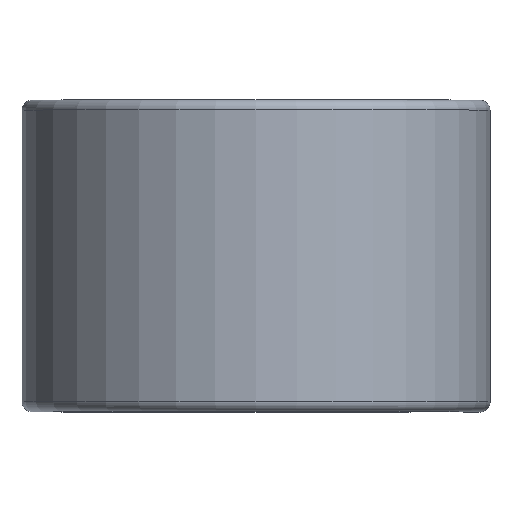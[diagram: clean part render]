
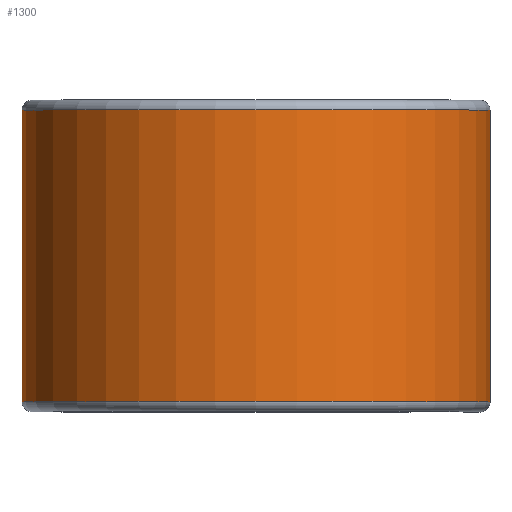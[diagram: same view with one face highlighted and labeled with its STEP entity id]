
A CAD part, top view. The second image highlights one B-rep face of the part: STEP entity #1300.
In plain terms, the highlighted cylindrical face has radius 17.882 mm (diameter 35.763 mm), a partial arc.
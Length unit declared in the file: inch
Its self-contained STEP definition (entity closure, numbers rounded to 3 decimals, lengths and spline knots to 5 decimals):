
#185 = CIRCLE ( 'NONE', #2010, 0.704 ) ;
#201 = CARTESIAN_POINT ( 'NONE',  ( 0., 0.43875, 0. ) ) ;
#238 = VECTOR ( 'NONE', #2187, 39.37008 ) ;
#297 = CARTESIAN_POINT ( 'NONE',  ( 0., -0.43875, -0.704 ) ) ;
#366 = LINE ( 'NONE', #569, #2056 ) ;
#448 = CYLINDRICAL_SURFACE ( 'NONE', #2115, 0.704 ) ;
#463 = CARTESIAN_POINT ( 'NONE',  ( 0., 0.4375, 0. ) ) ;
#560 = EDGE_CURVE ( 'NONE', #2188, #1501, #2097, .T. ) ;
#569 = CARTESIAN_POINT ( 'NONE',  ( 0.704, 0.43875, 0. ) ) ;
#605 = ORIENTED_EDGE ( 'NONE', *, *, #646, .F. ) ;
#608 = CARTESIAN_POINT ( 'NONE',  ( 0.704, -0.43875, 0. ) ) ;
#646 = EDGE_CURVE ( 'NONE', #2346, #1501, #1174, .T. ) ;
#788 = DIRECTION ( 'NONE',  ( 0., -1., 0. ) ) ;
#799 = DIRECTION ( 'NONE',  ( 0., 0., -1. ) ) ;
#889 = EDGE_CURVE ( 'NONE', #969, #2346, #185, .T. ) ;
#939 = AXIS2_PLACEMENT_3D ( 'NONE', #201, #788, #799 ) ;
#969 = VERTEX_POINT ( 'NONE', #608 ) ;
#1003 = ORIENTED_EDGE ( 'NONE', *, *, #560, .T. ) ;
#1174 = LINE ( 'NONE', #2197, #238 ) ;
#1190 = ORIENTED_EDGE ( 'NONE', *, *, #889, .F. ) ;
#1300 = ADVANCED_FACE ( 'NONE', ( #2441 ), #448, .T. ) ;
#1501 = VERTEX_POINT ( 'NONE', #2352 ) ;
#1538 = ORIENTED_EDGE ( 'NONE', *, *, #2415, .T. ) ;
#1620 = CARTESIAN_POINT ( 'NONE',  ( 0.704, 0.43875, 0. ) ) ;
#1896 = CARTESIAN_POINT ( 'NONE',  ( 0., -0.43875, 0. ) ) ;
#2010 = AXIS2_PLACEMENT_3D ( 'NONE', #1896, #2250, #2044 ) ;
#2038 = DIRECTION ( 'NONE',  ( 0., 1., 0. ) ) ;
#2044 = DIRECTION ( 'NONE',  ( 0., 0., -1. ) ) ;
#2056 = VECTOR ( 'NONE', #2038, 39.37008 ) ;
#2097 = CIRCLE ( 'NONE', #939, 0.704 ) ;
#2115 = AXIS2_PLACEMENT_3D ( 'NONE', #463, #2465, #2472 ) ;
#2187 = DIRECTION ( 'NONE',  ( 0., 1., 0. ) ) ;
#2188 = VERTEX_POINT ( 'NONE', #1620 ) ;
#2197 = CARTESIAN_POINT ( 'NONE',  ( 0., 0.43875, -0.704 ) ) ;
#2250 = DIRECTION ( 'NONE',  ( 0., -1., 0. ) ) ;
#2346 = VERTEX_POINT ( 'NONE', #297 ) ;
#2352 = CARTESIAN_POINT ( 'NONE',  ( 0., 0.43875, -0.704 ) ) ;
#2360 = EDGE_LOOP ( 'NONE', ( #1538, #1003, #605, #1190 ) ) ;
#2415 = EDGE_CURVE ( 'NONE', #969, #2188, #366, .T. ) ;
#2441 = FACE_OUTER_BOUND ( 'NONE', #2360, .T. ) ;
#2465 = DIRECTION ( 'NONE',  ( 0., -1., 0. ) ) ;
#2472 = DIRECTION ( 'NONE',  ( 0., 0., -1. ) ) ;
